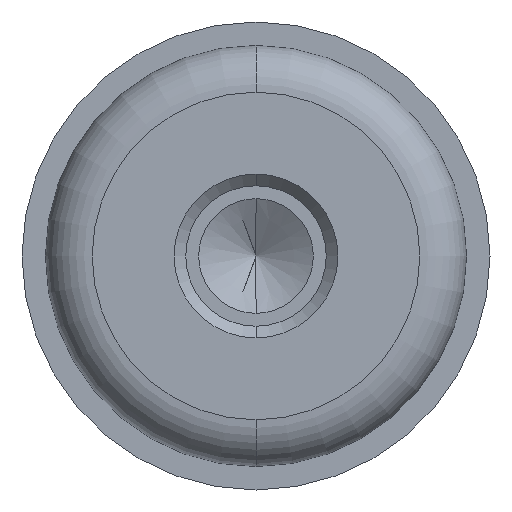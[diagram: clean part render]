
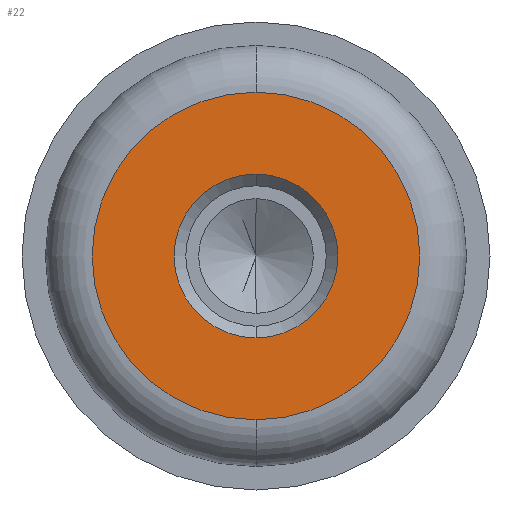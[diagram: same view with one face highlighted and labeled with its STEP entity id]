
A CAD part, front view. The second image highlights one B-rep face of the part: STEP entity #22.
In plain terms, the highlighted planar face has unit normal (0, -1, 0).
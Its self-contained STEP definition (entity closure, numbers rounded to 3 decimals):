
#4 = DIRECTION ( 'NONE',  ( 0., -1., 0. ) ) ;
#22 = ADVANCED_FACE ( 'NONE', ( #589, #522 ), #402, .T. ) ;
#29 = AXIS2_PLACEMENT_3D ( 'NONE', #130, #4, #661 ) ;
#55 = CARTESIAN_POINT ( 'NONE',  ( 0., -4., 0. ) ) ;
#63 = EDGE_CURVE ( 'NONE', #183, #447, #207, .T. ) ;
#65 = CARTESIAN_POINT ( 'NONE',  ( 0., -4., -3.5 ) ) ;
#67 = DIRECTION ( 'NONE',  ( 0., 0., -1. ) ) ;
#74 = VERTEX_POINT ( 'NONE', #770 ) ;
#88 = EDGE_CURVE ( 'NONE', #74, #683, #600, .T. ) ;
#91 = CARTESIAN_POINT ( 'NONE',  ( 0., -4., 7. ) ) ;
#105 = DIRECTION ( 'NONE',  ( 0., -1., 0. ) ) ;
#130 = CARTESIAN_POINT ( 'NONE',  ( 0., -4., 0. ) ) ;
#149 = EDGE_CURVE ( 'NONE', #683, #74, #307, .T. ) ;
#156 = ORIENTED_EDGE ( 'NONE', *, *, #63, .F. ) ;
#170 = EDGE_CURVE ( 'NONE', #447, #183, #760, .T. ) ;
#182 = CARTESIAN_POINT ( 'NONE',  ( 0., -4., 0. ) ) ;
#183 = VERTEX_POINT ( 'NONE', #65 ) ;
#207 = CIRCLE ( 'NONE', #533, 3.5 ) ;
#211 = EDGE_LOOP ( 'NONE', ( #655, #350 ) ) ;
#233 = DIRECTION ( 'NONE',  ( 0., -1., 0. ) ) ;
#254 = AXIS2_PLACEMENT_3D ( 'NONE', #776, #105, #352 ) ;
#291 = CARTESIAN_POINT ( 'NONE',  ( 0., -4., 0. ) ) ;
#307 = CIRCLE ( 'NONE', #29, 7. ) ;
#350 = ORIENTED_EDGE ( 'NONE', *, *, #149, .T. ) ;
#352 = DIRECTION ( 'NONE',  ( 0., 0., -1. ) ) ;
#395 = AXIS2_PLACEMENT_3D ( 'NONE', #182, #731, #67 ) ;
#402 = PLANE ( 'NONE',  #254 ) ;
#405 = CARTESIAN_POINT ( 'NONE',  ( 0., -4., 3.5 ) ) ;
#447 = VERTEX_POINT ( 'NONE', #405 ) ;
#522 = FACE_OUTER_BOUND ( 'NONE', #211, .T. ) ;
#533 = AXIS2_PLACEMENT_3D ( 'NONE', #291, #764, #584 ) ;
#584 = DIRECTION ( 'NONE',  ( 0., 0., -1. ) ) ;
#589 = FACE_BOUND ( 'NONE', #631, .T. ) ;
#600 = CIRCLE ( 'NONE', #662, 7. ) ;
#631 = EDGE_LOOP ( 'NONE', ( #156, #658 ) ) ;
#655 = ORIENTED_EDGE ( 'NONE', *, *, #88, .T. ) ;
#658 = ORIENTED_EDGE ( 'NONE', *, *, #170, .F. ) ;
#661 = DIRECTION ( 'NONE',  ( 0., 0., -1. ) ) ;
#662 = AXIS2_PLACEMENT_3D ( 'NONE', #55, #233, #711 ) ;
#683 = VERTEX_POINT ( 'NONE', #91 ) ;
#711 = DIRECTION ( 'NONE',  ( 0., 0., -1. ) ) ;
#731 = DIRECTION ( 'NONE',  ( 0., -1., 0. ) ) ;
#760 = CIRCLE ( 'NONE', #395, 3.5 ) ;
#764 = DIRECTION ( 'NONE',  ( 0., -1., 0. ) ) ;
#770 = CARTESIAN_POINT ( 'NONE',  ( 0., -4., -7. ) ) ;
#776 = CARTESIAN_POINT ( 'NONE',  ( 0., -4., 0. ) ) ;
